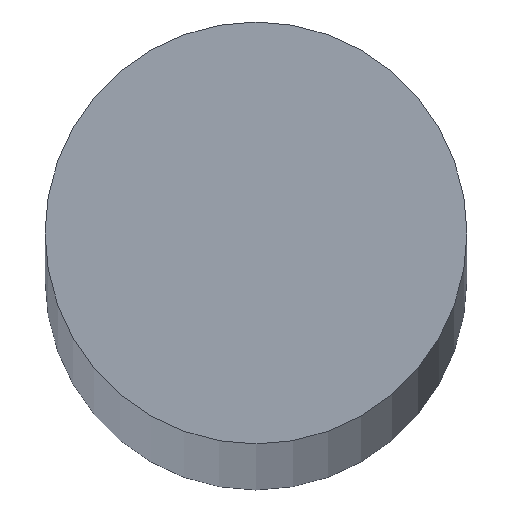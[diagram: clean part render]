
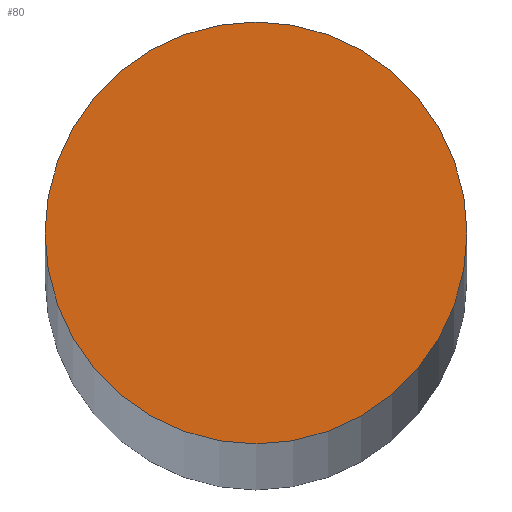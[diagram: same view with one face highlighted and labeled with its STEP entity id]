
A CAD part, top view. The second image highlights one B-rep face of the part: STEP entity #80.
In plain terms, the highlighted planar face has unit normal (0, 0, 1).
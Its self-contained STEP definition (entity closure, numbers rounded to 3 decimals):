
#10 = DIRECTION ( 'NONE',  ( -1., 0., 0. ) ) ;
#11 = DIRECTION ( 'NONE',  ( 0., 0., -1. ) ) ;
#13 = VERTEX_POINT ( 'NONE', #36 ) ;
#21 = DIRECTION ( 'NONE',  ( 1., 0., 0. ) ) ;
#22 = DIRECTION ( 'NONE',  ( 0., 0., 1. ) ) ;
#23 = PLANE ( 'NONE',  #97 ) ;
#24 = CARTESIAN_POINT ( 'NONE',  ( 0., 8., 0. ) ) ;
#27 = CARTESIAN_POINT ( 'NONE',  ( 0., 0., 0. ) ) ;
#36 = CARTESIAN_POINT ( 'NONE',  ( 8., 0., 0. ) ) ;
#57 = FACE_OUTER_BOUND ( 'NONE', #65, .T. ) ;
#59 = CIRCLE ( 'NONE', #94, 8. ) ;
#65 = EDGE_LOOP ( 'NONE', ( #67 ) ) ;
#67 = ORIENTED_EDGE ( 'NONE', *, *, #77, .T. ) ;
#77 = EDGE_CURVE ( 'NONE', #13, #13, #59, .T. ) ;
#80 = ADVANCED_FACE ( 'NONE', ( #57 ), #23, .F. ) ;
#94 = AXIS2_PLACEMENT_3D ( 'NONE', #27, #22, #21 ) ;
#97 = AXIS2_PLACEMENT_3D ( 'NONE', #24, #11, #10 ) ;
